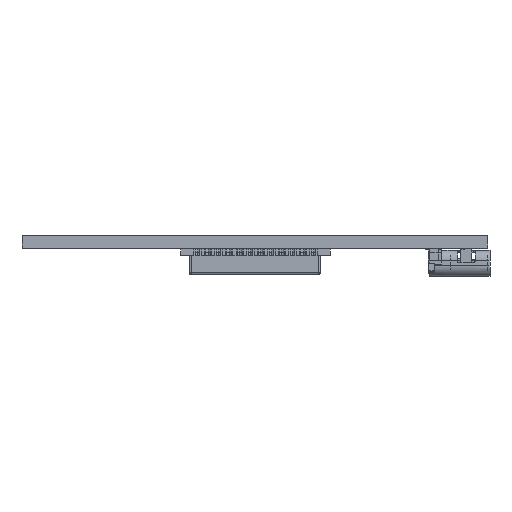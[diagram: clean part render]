
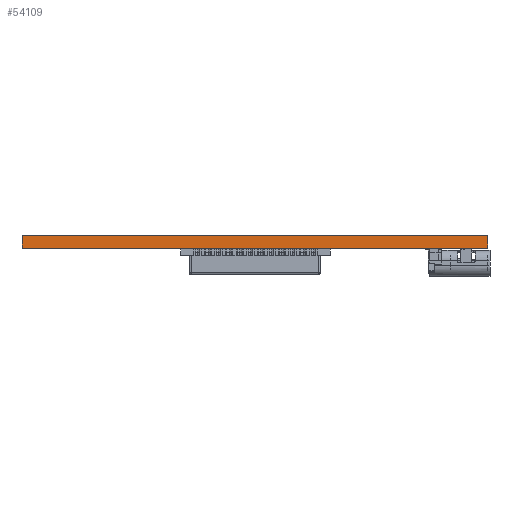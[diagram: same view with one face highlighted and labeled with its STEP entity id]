
A CAD part, left-side view. The second image highlights one B-rep face of the part: STEP entity #54109.
In plain terms, the highlighted planar face has unit normal (-1, 0, 0).
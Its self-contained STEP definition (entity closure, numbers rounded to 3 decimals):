
#54053 = VERTEX_POINT('',#54054);
#54054 = CARTESIAN_POINT('',(93.396,-134.676,1.51));
#54060 = EDGE_CURVE('',#54061,#54053,#54063,.T.);
#54061 = VERTEX_POINT('',#54062);
#54062 = CARTESIAN_POINT('',(93.396,-134.676,0.));
#54063 = LINE('',#54064,#54065);
#54064 = CARTESIAN_POINT('',(93.396,-134.676,0.));
#54065 = VECTOR('',#54066,1.);
#54066 = DIRECTION('',(0.,0.,1.));
#54109 = ADVANCED_FACE('',(#54110),#54135,.T.);
#54110 = FACE_BOUND('',#54111,.T.);
#54111 = EDGE_LOOP('',(#54112,#54113,#54121,#54129));
#54112 = ORIENTED_EDGE('',*,*,#54060,.T.);
#54113 = ORIENTED_EDGE('',*,*,#54114,.T.);
#54114 = EDGE_CURVE('',#54053,#54115,#54117,.T.);
#54115 = VERTEX_POINT('',#54116);
#54116 = CARTESIAN_POINT('',(93.396,-78.676,1.51));
#54117 = LINE('',#54118,#54119);
#54118 = CARTESIAN_POINT('',(93.396,-134.676,1.51));
#54119 = VECTOR('',#54120,1.);
#54120 = DIRECTION('',(0.,1.,0.));
#54121 = ORIENTED_EDGE('',*,*,#54122,.F.);
#54122 = EDGE_CURVE('',#54123,#54115,#54125,.T.);
#54123 = VERTEX_POINT('',#54124);
#54124 = CARTESIAN_POINT('',(93.396,-78.676,0.));
#54125 = LINE('',#54126,#54127);
#54126 = CARTESIAN_POINT('',(93.396,-78.676,0.));
#54127 = VECTOR('',#54128,1.);
#54128 = DIRECTION('',(0.,0.,1.));
#54129 = ORIENTED_EDGE('',*,*,#54130,.F.);
#54130 = EDGE_CURVE('',#54061,#54123,#54131,.T.);
#54131 = LINE('',#54132,#54133);
#54132 = CARTESIAN_POINT('',(93.396,-134.676,0.));
#54133 = VECTOR('',#54134,1.);
#54134 = DIRECTION('',(0.,1.,0.));
#54135 = PLANE('',#54136);
#54136 = AXIS2_PLACEMENT_3D('',#54137,#54138,#54139);
#54137 = CARTESIAN_POINT('',(93.396,-134.676,0.));
#54138 = DIRECTION('',(-1.,0.,0.));
#54139 = DIRECTION('',(0.,1.,0.));
